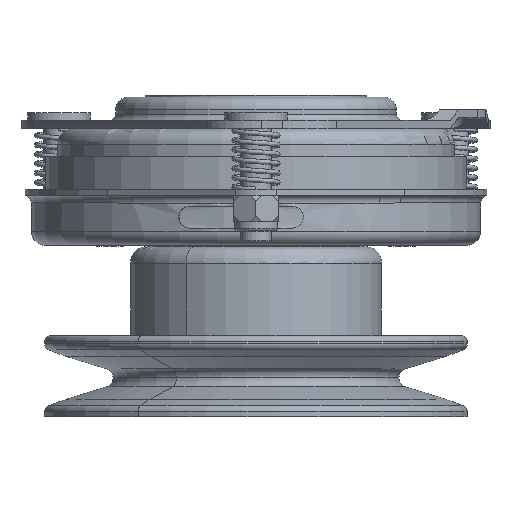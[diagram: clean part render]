
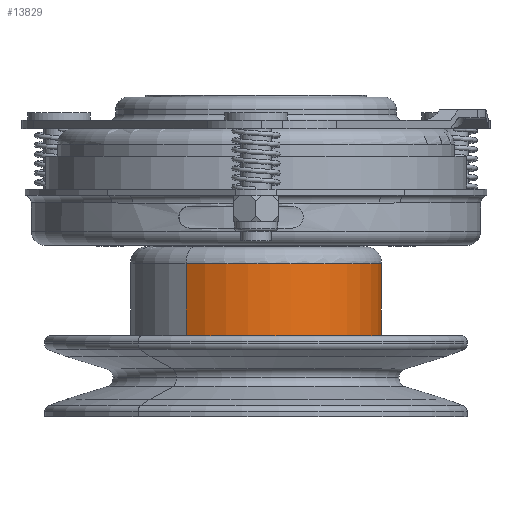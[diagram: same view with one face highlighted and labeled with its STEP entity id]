
A CAD part, front view. The second image highlights one B-rep face of the part: STEP entity #13829.
In plain terms, the highlighted cylindrical face has radius 40.3 mm (diameter 80.6 mm), a partial arc.
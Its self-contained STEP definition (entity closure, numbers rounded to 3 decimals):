
#145 = CARTESIAN_POINT ( 'NONE',  ( 0., 0., -79.241 ) ) ;
#575 = ORIENTED_EDGE ( 'NONE', *, *, #5404, .T. ) ;
#623 = EDGE_CURVE ( 'NONE', #21415, #21651, #15389, .T. ) ;
#2028 = DIRECTION ( 'NONE',  ( 0.557, 0.831, 0. ) ) ;
#3580 = DIRECTION ( 'NONE',  ( 0., 0., -1. ) ) ;
#4040 = AXIS2_PLACEMENT_3D ( 'NONE', #145, #13171, #2028 ) ;
#4100 = CIRCLE ( 'NONE', #13102, 40.3 ) ;
#4173 = ORIENTED_EDGE ( 'NONE', *, *, #20078, .T. ) ;
#4910 = VECTOR ( 'NONE', #22410, 1000. ) ;
#5151 = VERTEX_POINT ( 'NONE', #10207 ) ;
#5333 = EDGE_CURVE ( 'NONE', #5151, #14723, #19581, .T. ) ;
#5404 = EDGE_CURVE ( 'NONE', #21651, #14723, #4100, .T. ) ;
#5573 = ORIENTED_EDGE ( 'NONE', *, *, #5333, .F. ) ;
#7338 = CARTESIAN_POINT ( 'NONE',  ( 22.435, 33.478, -45.97 ) ) ;
#7908 = AXIS2_PLACEMENT_3D ( 'NONE', #21911, #12619, #18144 ) ;
#10207 = CARTESIAN_POINT ( 'NONE',  ( -22.435, -33.478, -79.241 ) ) ;
#10774 = DIRECTION ( 'NONE',  ( 0., 0., 1. ) ) ;
#11084 = CIRCLE ( 'NONE', #4040, 40.3 ) ;
#12619 = DIRECTION ( 'NONE',  ( 0., 0., 1. ) ) ;
#13102 = AXIS2_PLACEMENT_3D ( 'NONE', #14781, #3580, #16611 ) ;
#13171 = DIRECTION ( 'NONE',  ( 0., 0., 1. ) ) ;
#13829 = ADVANCED_FACE ( 'NONE', ( #21515 ), #15961, .T. ) ;
#14723 = VERTEX_POINT ( 'NONE', #17839 ) ;
#14781 = CARTESIAN_POINT ( 'NONE',  ( 0., 0., -53.4 ) ) ;
#15389 = LINE ( 'NONE', #7338, #4910 ) ;
#15761 = ORIENTED_EDGE ( 'NONE', *, *, #623, .T. ) ;
#15961 = CYLINDRICAL_SURFACE ( 'NONE', #7908, 40.3 ) ;
#16432 = EDGE_LOOP ( 'NONE', ( #5573, #4173, #15761, #575 ) ) ;
#16611 = DIRECTION ( 'NONE',  ( 0.557, 0.831, 0. ) ) ;
#16680 = CARTESIAN_POINT ( 'NONE',  ( 22.435, 33.478, -79.241 ) ) ;
#17839 = CARTESIAN_POINT ( 'NONE',  ( -22.435, -33.478, -53.4 ) ) ;
#18144 = DIRECTION ( 'NONE',  ( 0.557, 0.831, 0. ) ) ;
#18978 = VECTOR ( 'NONE', #10774, 1000. ) ;
#19581 = LINE ( 'NONE', #21931, #18978 ) ;
#20078 = EDGE_CURVE ( 'NONE', #5151, #21415, #11084, .T. ) ;
#21272 = CARTESIAN_POINT ( 'NONE',  ( 22.435, 33.478, -53.4 ) ) ;
#21415 = VERTEX_POINT ( 'NONE', #16680 ) ;
#21515 = FACE_OUTER_BOUND ( 'NONE', #16432, .T. ) ;
#21651 = VERTEX_POINT ( 'NONE', #21272 ) ;
#21911 = CARTESIAN_POINT ( 'NONE',  ( 0., 0., -45.97 ) ) ;
#21931 = CARTESIAN_POINT ( 'NONE',  ( -22.435, -33.478, -45.97 ) ) ;
#22410 = DIRECTION ( 'NONE',  ( 0., 0., 1. ) ) ;
